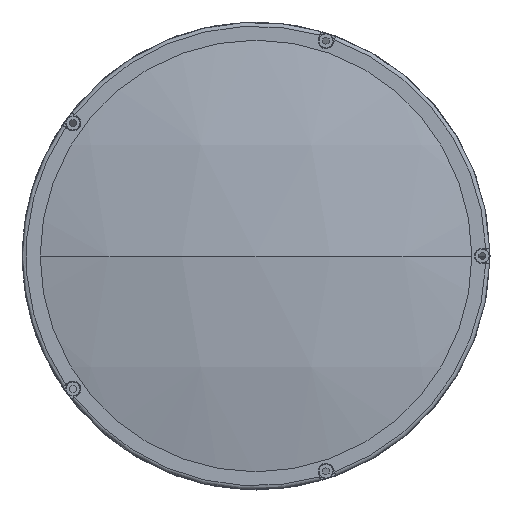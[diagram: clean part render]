
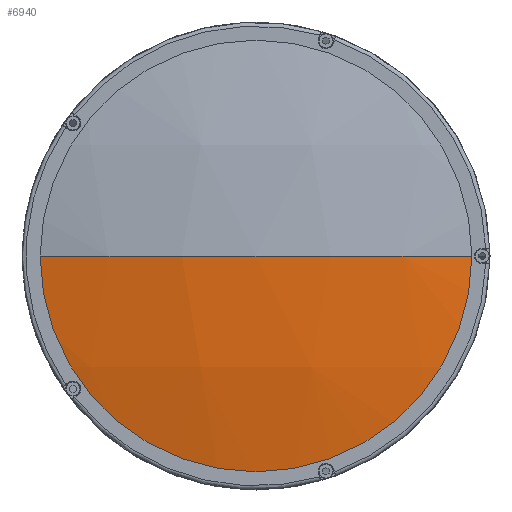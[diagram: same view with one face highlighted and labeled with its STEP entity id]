
A CAD part, left-side view. The second image highlights one B-rep face of the part: STEP entity #6940.
In plain terms, the highlighted spherical face has radius 384 mm.
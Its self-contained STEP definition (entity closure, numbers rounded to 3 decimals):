
#32 = DIRECTION ( 'NONE',  ( 0., -1., 0. ) ) ;
#590 = CARTESIAN_POINT ( 'NONE',  ( 21.37, 0., 0. ) ) ;
#690 = AXIS2_PLACEMENT_3D ( 'NONE', #4754, #2609, #3688 ) ;
#758 = CIRCLE ( 'NONE', #6802, 384. ) ;
#1176 = FACE_OUTER_BOUND ( 'NONE', #6912, .T. ) ;
#1406 = DIRECTION ( 'NONE',  ( -1., 0., 0. ) ) ;
#1449 = DIRECTION ( 'NONE',  ( 0., 1., 0. ) ) ;
#1565 = ORIENTED_EDGE ( 'NONE', *, *, #2093, .T. ) ;
#1930 = AXIS2_PLACEMENT_3D ( 'NONE', #3186, #1406, #5309 ) ;
#2053 = CIRCLE ( 'NONE', #6359, 384. ) ;
#2089 = ORIENTED_EDGE ( 'NONE', *, *, #2605, .T. ) ;
#2093 = EDGE_CURVE ( 'NONE', #5592, #2940, #6198, .T. ) ;
#2605 = EDGE_CURVE ( 'NONE', #2940, #4853, #758, .T. ) ;
#2609 = DIRECTION ( 'NONE',  ( 0., 0., -1. ) ) ;
#2940 = VERTEX_POINT ( 'NONE', #3501 ) ;
#3186 = CARTESIAN_POINT ( 'NONE',  ( -353.104, 0., 0. ) ) ;
#3198 = SPHERICAL_SURFACE ( 'NONE', #690, 384. ) ;
#3501 = CARTESIAN_POINT ( 'NONE',  ( -353.104, -85., 0. ) ) ;
#3688 = DIRECTION ( 'NONE',  ( 0., 1., 0. ) ) ;
#4754 = CARTESIAN_POINT ( 'NONE',  ( 21.37, 0., 0. ) ) ;
#4853 = VERTEX_POINT ( 'NONE', #5666 ) ;
#4862 = CARTESIAN_POINT ( 'NONE',  ( 21.37, 0., 0. ) ) ;
#5309 = DIRECTION ( 'NONE',  ( 0., 0., 1. ) ) ;
#5592 = VERTEX_POINT ( 'NONE', #6654 ) ;
#5666 = CARTESIAN_POINT ( 'NONE',  ( -362.63, 0., 0. ) ) ;
#6198 = CIRCLE ( 'NONE', #1930, 85. ) ;
#6255 = DIRECTION ( 'NONE',  ( 0., 0., 1. ) ) ;
#6359 = AXIS2_PLACEMENT_3D ( 'NONE', #590, #6255, #32 ) ;
#6654 = CARTESIAN_POINT ( 'NONE',  ( -353.104, 85., 0. ) ) ;
#6701 = EDGE_CURVE ( 'NONE', #5592, #4853, #2053, .T. ) ;
#6789 = ORIENTED_EDGE ( 'NONE', *, *, #6701, .F. ) ;
#6802 = AXIS2_PLACEMENT_3D ( 'NONE', #4862, #7083, #1449 ) ;
#6912 = EDGE_LOOP ( 'NONE', ( #1565, #2089, #6789 ) ) ;
#6940 = ADVANCED_FACE ( 'NONE', ( #1176 ), #3198, .T. ) ;
#7083 = DIRECTION ( 'NONE',  ( 0., 0., -1. ) ) ;
